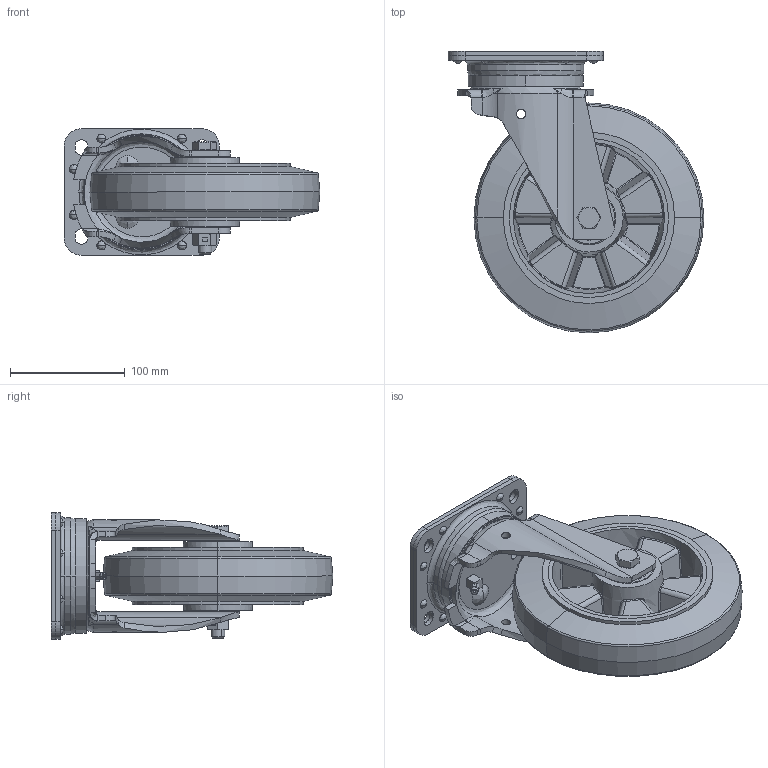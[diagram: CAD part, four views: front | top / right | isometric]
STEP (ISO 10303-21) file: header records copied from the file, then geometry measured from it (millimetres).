
FILE_DESCRIPTION (( 'STEP AP214' ), '1' );
FILE_NAME ('0023881_L-IG-EGA-200-K-3.STEP', '2015-10-15T08:51:39', ( '' ), ( '' ), 'SwSTEP 2.0', 'SolidWorks 2014', '' );
FILE_SCHEMA (( 'AUTOMOTIVE_DESIGN' ));
Length unit declared in the file: millimetre
Products named in the file (1): 0023881_L-IG-EGA-200-K-3
Bounding box: 222.5 x 245.07 x 110 mm (x, y, z)
Surface area: 374750.9 mm2 (no closed solid volume)
Topology: 0 solids, 30 shells, 1255 faces, 2978 edges, 1833 vertices
Faces by surface type: plane 483, cylinder 350, bspline 200, torus 82, cone 80, sphere 60
Entity records: 58890 total; most frequent: CARTESIAN_POINT 16416, DIRECTION 5992, ORIENTED_EDGE 5924, EDGE_CURVE 2962, AXIS2_PLACEMENT_3D 2318, VERTEX_POINT 1833, EDGE_LOOP 1435, LINE 1356
